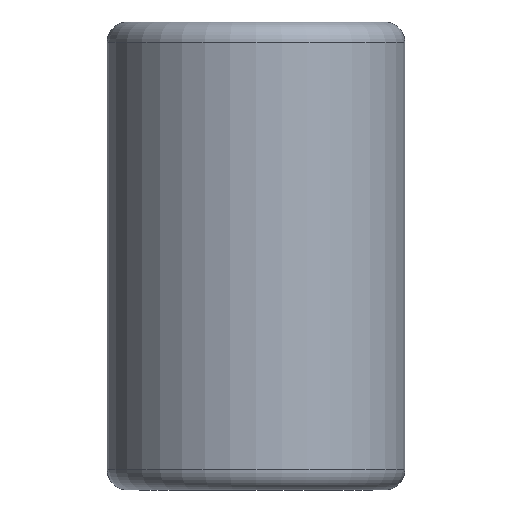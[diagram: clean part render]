
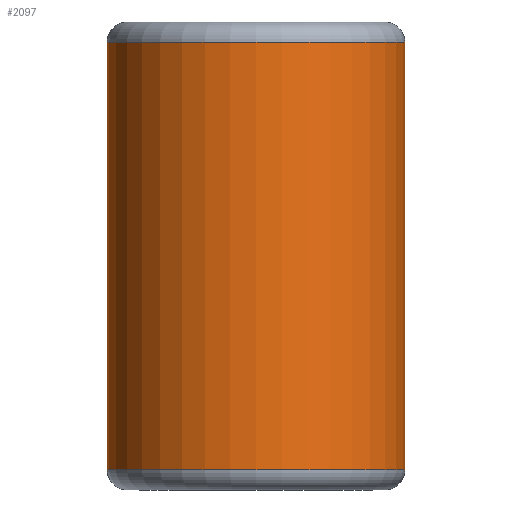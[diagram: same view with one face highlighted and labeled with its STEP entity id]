
A CAD part, front view. The second image highlights one B-rep face of the part: STEP entity #2097.
In plain terms, the highlighted cylindrical face has radius 5.537 mm (diameter 11.074 mm), a partial arc.
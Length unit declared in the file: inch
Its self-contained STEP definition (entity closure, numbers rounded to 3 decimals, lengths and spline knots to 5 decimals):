
#254 = CARTESIAN_POINT ( 'NONE',  ( 0.156, -0.875, -0.3125 ) ) ;
#452 = DIRECTION ( 'NONE',  ( 1., 0., 0. ) ) ;
#471 = EDGE_CURVE ( 'NONE', #2060, #818, #2382, .T. ) ;
#537 = DIRECTION ( 'NONE',  ( 0., 0., -1. ) ) ;
#563 = ORIENTED_EDGE ( 'NONE', *, *, #471, .F. ) ;
#663 = EDGE_CURVE ( 'NONE', #1036, #2268, #1474, .T. ) ;
#818 = VERTEX_POINT ( 'NONE', #1902 ) ;
#927 = VECTOR ( 'NONE', #1982, 39.37008 ) ;
#992 = VECTOR ( 'NONE', #537, 39.37008 ) ;
#1004 = DIRECTION ( 'NONE',  ( 0., 0., 1. ) ) ;
#1028 = CARTESIAN_POINT ( 'NONE',  ( 0.156, -0.875, 0. ) ) ;
#1036 = VERTEX_POINT ( 'NONE', #1733 ) ;
#1052 = LINE ( 'NONE', #2162, #992 ) ;
#1068 = AXIS2_PLACEMENT_3D ( 'NONE', #2219, #1004, #2425 ) ;
#1088 = CYLINDRICAL_SURFACE ( 'NONE', #1117, 0.218 ) ;
#1110 = CARTESIAN_POINT ( 'NONE',  ( 0.374, -0.875, -0.3125 ) ) ;
#1117 = AXIS2_PLACEMENT_3D ( 'NONE', #1028, #2252, #2260 ) ;
#1142 = EDGE_CURVE ( 'NONE', #2060, #1036, #1052, .T. ) ;
#1143 = AXIS2_PLACEMENT_3D ( 'NONE', #254, #1655, #452 ) ;
#1265 = ORIENTED_EDGE ( 'NONE', *, *, #663, .T. ) ;
#1341 = ORIENTED_EDGE ( 'NONE', *, *, #2296, .T. ) ;
#1474 = CIRCLE ( 'NONE', #1143, 0.218 ) ;
#1655 = DIRECTION ( 'NONE',  ( 0., 0., 1. ) ) ;
#1733 = CARTESIAN_POINT ( 'NONE',  ( -0.062, -0.875, -0.3125 ) ) ;
#1754 = CARTESIAN_POINT ( 'NONE',  ( 0.374, -0.875, 0. ) ) ;
#1890 = FACE_OUTER_BOUND ( 'NONE', #2082, .T. ) ;
#1902 = CARTESIAN_POINT ( 'NONE',  ( 0.374, -0.875, 0.3125 ) ) ;
#1982 = DIRECTION ( 'NONE',  ( 0., 0., 1. ) ) ;
#2030 = CARTESIAN_POINT ( 'NONE',  ( -0.062, -0.875, 0.3125 ) ) ;
#2060 = VERTEX_POINT ( 'NONE', #2030 ) ;
#2082 = EDGE_LOOP ( 'NONE', ( #1265, #1341, #563, #2606 ) ) ;
#2097 = ADVANCED_FACE ( 'NONE', ( #1890 ), #1088, .T. ) ;
#2162 = CARTESIAN_POINT ( 'NONE',  ( -0.062, -0.875, 0.3125 ) ) ;
#2219 = CARTESIAN_POINT ( 'NONE',  ( 0.156, -0.875, 0.3125 ) ) ;
#2252 = DIRECTION ( 'NONE',  ( 0., 0., 1. ) ) ;
#2260 = DIRECTION ( 'NONE',  ( 1., 0., 0. ) ) ;
#2268 = VERTEX_POINT ( 'NONE', #1110 ) ;
#2296 = EDGE_CURVE ( 'NONE', #2268, #818, #2562, .T. ) ;
#2382 = CIRCLE ( 'NONE', #1068, 0.218 ) ;
#2425 = DIRECTION ( 'NONE',  ( 1., 0., 0. ) ) ;
#2562 = LINE ( 'NONE', #1754, #927 ) ;
#2606 = ORIENTED_EDGE ( 'NONE', *, *, #1142, .T. ) ;
